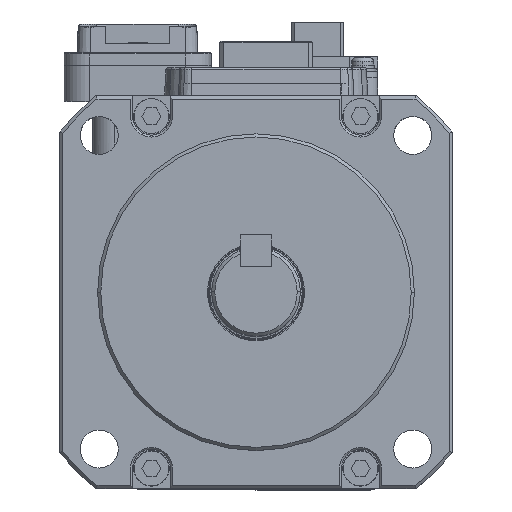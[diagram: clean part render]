
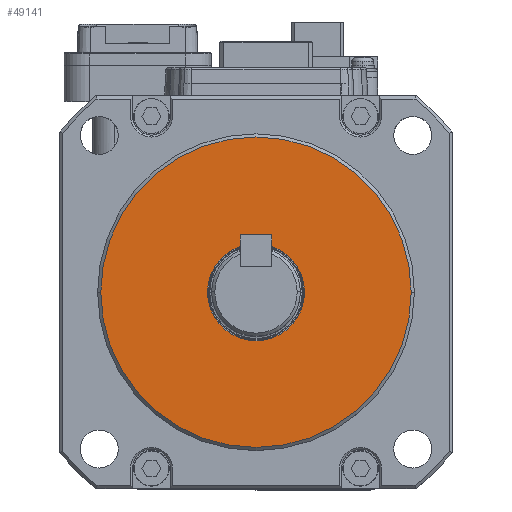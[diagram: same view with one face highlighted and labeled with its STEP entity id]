
A CAD part, top view. The second image highlights one B-rep face of the part: STEP entity #49141.
In plain terms, the highlighted planar face has unit normal (0, 0, 1).
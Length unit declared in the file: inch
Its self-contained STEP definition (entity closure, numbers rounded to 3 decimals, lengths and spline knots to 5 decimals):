
#2253 = AXIS2_PLACEMENT_3D ( 'NONE', #40806, #67614, #46465 ) ;
#4776 = CARTESIAN_POINT ( 'NONE',  ( 0.96457, 0., 1.37795 ) ) ;
#5868 = EDGE_CURVE ( 'NONE', #66361, #61816, #64232, .T. ) ;
#6561 = ORIENTED_EDGE ( 'NONE', *, *, #5868, .F. ) ;
#7841 = CARTESIAN_POINT ( 'NONE',  ( 0.30118, 0., 1.37795 ) ) ;
#9705 = CARTESIAN_POINT ( 'NONE',  ( 0., 0., 1.37795 ) ) ;
#10155 = VERTEX_POINT ( 'NONE', #57879 ) ;
#11282 = AXIS2_PLACEMENT_3D ( 'NONE', #43312, #54327, #53635 ) ;
#11455 = DIRECTION ( 'NONE',  ( -1., 0., 0. ) ) ;
#14354 = FACE_OUTER_BOUND ( 'NONE', #31987, .T. ) ;
#16596 = ORIENTED_EDGE ( 'NONE', *, *, #51298, .F. ) ;
#17108 = DIRECTION ( 'NONE',  ( 0., 0., -1. ) ) ;
#18652 = DIRECTION ( 'NONE',  ( 0., 0., -1. ) ) ;
#19884 = AXIS2_PLACEMENT_3D ( 'NONE', #9705, #68854, #47252 ) ;
#22430 = ORIENTED_EDGE ( 'NONE', *, *, #58562, .T. ) ;
#22689 = CARTESIAN_POINT ( 'NONE',  ( 0., 0., 1.37795 ) ) ;
#27207 = EDGE_CURVE ( 'NONE', #10155, #40530, #28879, .T. ) ;
#28879 = CIRCLE ( 'NONE', #40859, 0.30118 ) ;
#30329 = CARTESIAN_POINT ( 'NONE',  ( 0., 0., 1.37795 ) ) ;
#31987 = EDGE_LOOP ( 'NONE', ( #16596, #6561 ) ) ;
#32380 = CARTESIAN_POINT ( 'NONE',  ( -0.96457, 0., 1.37795 ) ) ;
#32982 = PLANE ( 'NONE',  #11282 ) ;
#36406 = CIRCLE ( 'NONE', #19884, 0.96457 ) ;
#37719 = CIRCLE ( 'NONE', #2253, 0.30118 ) ;
#39787 = AXIS2_PLACEMENT_3D ( 'NONE', #30329, #18652, #45602 ) ;
#40530 = VERTEX_POINT ( 'NONE', #7841 ) ;
#40806 = CARTESIAN_POINT ( 'NONE',  ( 0., 0., 1.37795 ) ) ;
#40859 = AXIS2_PLACEMENT_3D ( 'NONE', #22689, #17108, #11455 ) ;
#43312 = CARTESIAN_POINT ( 'NONE',  ( 0., 0., 1.37795 ) ) ;
#44668 = EDGE_LOOP ( 'NONE', ( #56344, #22430 ) ) ;
#45602 = DIRECTION ( 'NONE',  ( -1., 0., 0. ) ) ;
#46465 = DIRECTION ( 'NONE',  ( -1., 0., 0. ) ) ;
#47252 = DIRECTION ( 'NONE',  ( -1., 0., 0. ) ) ;
#49141 = ADVANCED_FACE ( 'NONE', ( #14354, #59758 ), #32982, .T. ) ;
#51298 = EDGE_CURVE ( 'NONE', #61816, #66361, #36406, .T. ) ;
#53635 = DIRECTION ( 'NONE',  ( 1., 0., 0. ) ) ;
#54327 = DIRECTION ( 'NONE',  ( 0., 0., 1. ) ) ;
#56344 = ORIENTED_EDGE ( 'NONE', *, *, #27207, .T. ) ;
#57879 = CARTESIAN_POINT ( 'NONE',  ( -0.30118, 0., 1.37795 ) ) ;
#58562 = EDGE_CURVE ( 'NONE', #40530, #10155, #37719, .T. ) ;
#59758 = FACE_BOUND ( 'NONE', #44668, .T. ) ;
#61816 = VERTEX_POINT ( 'NONE', #32380 ) ;
#64232 = CIRCLE ( 'NONE', #39787, 0.96457 ) ;
#66361 = VERTEX_POINT ( 'NONE', #4776 ) ;
#67614 = DIRECTION ( 'NONE',  ( 0., 0., -1. ) ) ;
#68854 = DIRECTION ( 'NONE',  ( 0., 0., -1. ) ) ;
